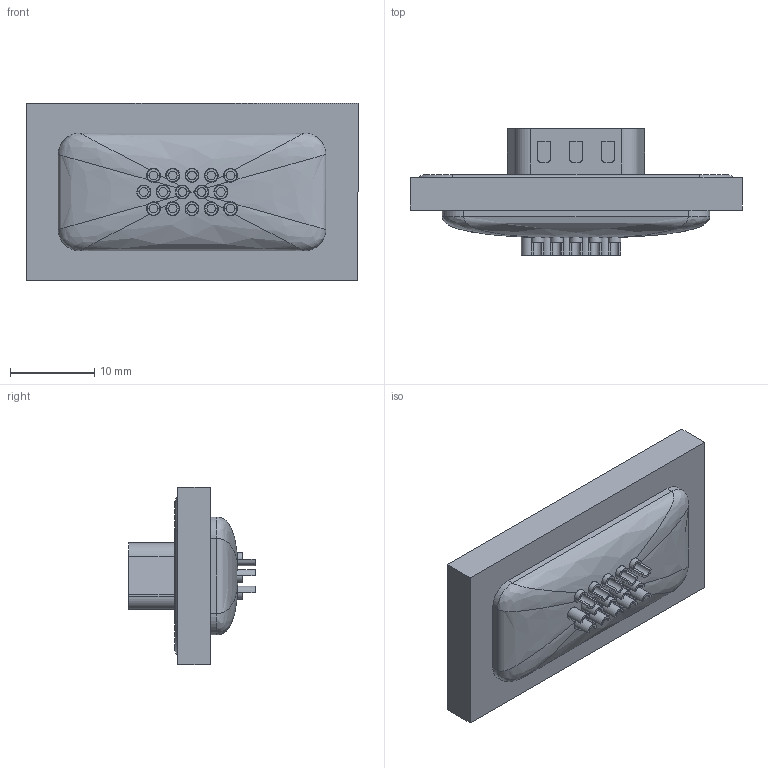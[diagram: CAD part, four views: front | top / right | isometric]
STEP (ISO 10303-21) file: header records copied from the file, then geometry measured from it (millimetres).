
FILE_DESCRIPTION (( 'STEP AP214' ), '1' );
FILE_NAME ('WPSDH15P.STEP', '2006-09-01T13:36:13', ( 'X' ), ( 'L-COM' ), 'SwSTEP 2.0', 'SolidWorks 2006052', '' );
FILE_SCHEMA (( 'AUTOMOTIVE_DESIGN' ));
Length unit declared in the file: inch
Products named in the file (5): SDH15P_With Clinch Nuts; WPSD9; WPSDH15P-MA1; WPSD9-ma2; WPSDH15P
Assembly tree (4 placements, depth 2):
  WPSDH15P
    WPSD9
    SDH15P_With Clinch Nuts
    WPSD9-ma2
    WPSDH15P-MA1
Bounding box: 39.4 x 15.01 x 21.1 mm (x, y, z)
Volume: 3595.4 mm3; surface area: 5823.4 mm2
Topology: 4 solids, 4 shells, 664 faces, 1697 edges, 1030 vertices
Faces by surface type: cylinder 282, plane 236, cone 48, bspline 44, sphere 30, torus 24
Entity records: 30304 total; most frequent: CARTESIAN_POINT 9890, ORIENTED_EDGE 3242, DIRECTION 3216, EDGE_CURVE 1621, AXIS2_PLACEMENT_3D 1188, VERTEX_POINT 1000, VECTOR 840, LINE 840
